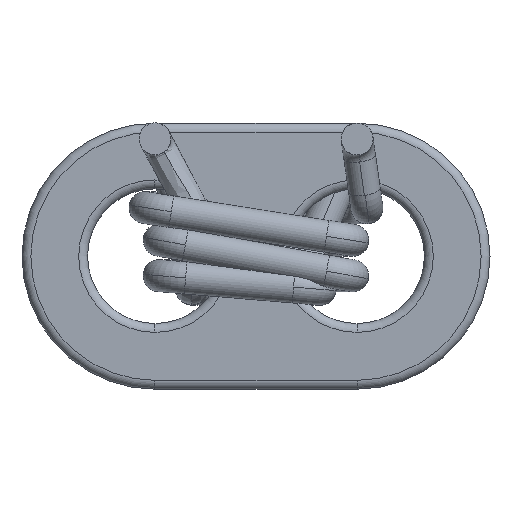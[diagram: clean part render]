
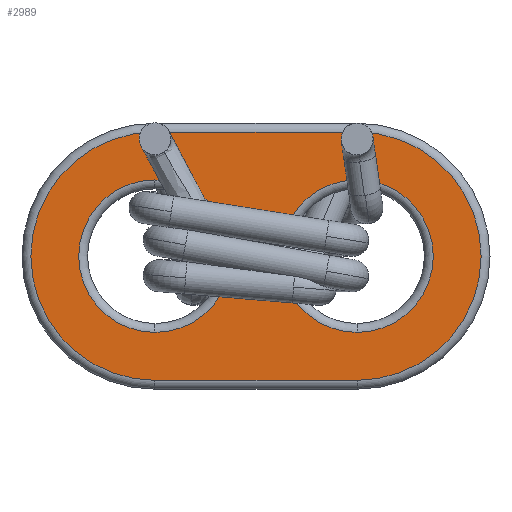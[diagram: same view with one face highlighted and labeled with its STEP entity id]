
A CAD part, front view. The second image highlights one B-rep face of the part: STEP entity #2989.
In plain terms, the highlighted planar face has unit normal (0, -1, 0).
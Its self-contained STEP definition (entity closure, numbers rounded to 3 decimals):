
#38 = VERTEX_POINT ( 'NONE', #749 ) ;
#299 = DIRECTION ( 'NONE',  ( 0., 0., 1. ) ) ;
#346 = CARTESIAN_POINT ( 'NONE',  ( 2.85, -7.175, -3.75 ) ) ;
#369 = DIRECTION ( 'NONE',  ( 0., -1., 0. ) ) ;
#636 = VERTEX_POINT ( 'NONE', #2255 ) ;
#647 = DIRECTION ( 'NONE',  ( 1., 0., 0. ) ) ;
#749 = CARTESIAN_POINT ( 'NONE',  ( -2.85, -7.175, -5.9 ) ) ;
#845 = CARTESIAN_POINT ( 'NONE',  ( -2.85, -7.175, -3.75 ) ) ;
#1070 = CARTESIAN_POINT ( 'NONE',  ( 2.85, -7.175, -5.9 ) ) ;
#1168 = DIRECTION ( 'NONE',  ( 0., -1., 0. ) ) ;
#1199 = AXIS2_PLACEMENT_3D ( 'NONE', #2539, #3826, #1406 ) ;
#1235 = AXIS2_PLACEMENT_3D ( 'NONE', #845, #3103, #4026 ) ;
#1267 = EDGE_LOOP ( 'NONE', ( #1376, #5107 ) ) ;
#1338 = CARTESIAN_POINT ( 'NONE',  ( 2.85, -7.175, -7.25 ) ) ;
#1357 = VERTEX_POINT ( 'NONE', #1070 ) ;
#1376 = ORIENTED_EDGE ( 'NONE', *, *, #4677, .T. ) ;
#1406 = DIRECTION ( 'NONE',  ( 0., 0., 1. ) ) ;
#1508 = FACE_BOUND ( 'NONE', #1267, .T. ) ;
#1767 = ORIENTED_EDGE ( 'NONE', *, *, #2038, .T. ) ;
#1832 = EDGE_LOOP ( 'NONE', ( #1767, #4785, #2911, #2967 ) ) ;
#1834 = EDGE_CURVE ( 'NONE', #2860, #3989, #2894, .T. ) ;
#1923 = ORIENTED_EDGE ( 'NONE', *, *, #2004, .T. ) ;
#1925 = CARTESIAN_POINT ( 'NONE',  ( -2.85, -7.175, -0.25 ) ) ;
#2004 = EDGE_CURVE ( 'NONE', #2579, #1357, #3066, .T. ) ;
#2038 = EDGE_CURVE ( 'NONE', #3989, #2825, #4904, .T. ) ;
#2098 = AXIS2_PLACEMENT_3D ( 'NONE', #4002, #369, #2429 ) ;
#2162 = CARTESIAN_POINT ( 'NONE',  ( -2.85, -7.175, -7.25 ) ) ;
#2252 = CARTESIAN_POINT ( 'NONE',  ( -2.85, -7.175, -7.25 ) ) ;
#2255 = CARTESIAN_POINT ( 'NONE',  ( -2.85, -7.175, -1.6 ) ) ;
#2256 = EDGE_CURVE ( 'NONE', #38, #636, #4645, .T. ) ;
#2290 = DIRECTION ( 'NONE',  ( 0., 1., 0. ) ) ;
#2429 = DIRECTION ( 'NONE',  ( 0., 0., 1. ) ) ;
#2456 = VECTOR ( 'NONE', #647, 1000. ) ;
#2539 = CARTESIAN_POINT ( 'NONE',  ( 2.85, -7.175, -3.75 ) ) ;
#2579 = VERTEX_POINT ( 'NONE', #2726 ) ;
#2686 = CIRCLE ( 'NONE', #1235, 2.15 ) ;
#2687 = CARTESIAN_POINT ( 'NONE',  ( 2.85, -7.175, -3.75 ) ) ;
#2700 = FACE_OUTER_BOUND ( 'NONE', #1832, .T. ) ;
#2726 = CARTESIAN_POINT ( 'NONE',  ( 2.85, -7.175, -1.6 ) ) ;
#2736 = CARTESIAN_POINT ( 'NONE',  ( -2.85, -7.175, -3.75 ) ) ;
#2822 = CIRCLE ( 'NONE', #1199, 2.15 ) ;
#2825 = VERTEX_POINT ( 'NONE', #3361 ) ;
#2833 = CARTESIAN_POINT ( 'NONE',  ( 2.85, -7.175, -0.25 ) ) ;
#2860 = VERTEX_POINT ( 'NONE', #1338 ) ;
#2894 = CIRCLE ( 'NONE', #3480, 3.5 ) ;
#2911 = ORIENTED_EDGE ( 'NONE', *, *, #2977, .T. ) ;
#2939 = AXIS2_PLACEMENT_3D ( 'NONE', #2736, #4768, #299 ) ;
#2965 = DIRECTION ( 'NONE',  ( 0., 0., 1. ) ) ;
#2967 = ORIENTED_EDGE ( 'NONE', *, *, #1834, .T. ) ;
#2977 = EDGE_CURVE ( 'NONE', #4230, #2860, #4037, .T. ) ;
#2989 = ADVANCED_FACE ( 'NONE', ( #2700, #1508, #4723 ), #4658, .F. ) ;
#3066 = CIRCLE ( 'NONE', #3687, 2.15 ) ;
#3103 = DIRECTION ( 'NONE',  ( 0., 1., 0. ) ) ;
#3191 = CIRCLE ( 'NONE', #2098, 3.5 ) ;
#3216 = EDGE_CURVE ( 'NONE', #2825, #4230, #3191, .T. ) ;
#3288 = DIRECTION ( 'NONE',  ( 0., 1., 0. ) ) ;
#3361 = CARTESIAN_POINT ( 'NONE',  ( -2.85, -7.175, -0.25 ) ) ;
#3480 = AXIS2_PLACEMENT_3D ( 'NONE', #2687, #1168, #3595 ) ;
#3595 = DIRECTION ( 'NONE',  ( 0., 0., 1. ) ) ;
#3617 = EDGE_CURVE ( 'NONE', #1357, #2579, #2822, .T. ) ;
#3687 = AXIS2_PLACEMENT_3D ( 'NONE', #346, #3288, #2965 ) ;
#3773 = VECTOR ( 'NONE', #4756, 1000. ) ;
#3826 = DIRECTION ( 'NONE',  ( 0., 1., 0. ) ) ;
#3989 = VERTEX_POINT ( 'NONE', #2833 ) ;
#4002 = CARTESIAN_POINT ( 'NONE',  ( -2.85, -7.175, -3.75 ) ) ;
#4026 = DIRECTION ( 'NONE',  ( 0., 0., 1. ) ) ;
#4037 = LINE ( 'NONE', #2252, #2456 ) ;
#4230 = VERTEX_POINT ( 'NONE', #2162 ) ;
#4248 = EDGE_LOOP ( 'NONE', ( #1923, #4738 ) ) ;
#4275 = CARTESIAN_POINT ( 'NONE',  ( -2.85, -7.175, -3.75 ) ) ;
#4635 = AXIS2_PLACEMENT_3D ( 'NONE', #4275, #2290, #5016 ) ;
#4645 = CIRCLE ( 'NONE', #2939, 2.15 ) ;
#4658 = PLANE ( 'NONE',  #4635 ) ;
#4677 = EDGE_CURVE ( 'NONE', #636, #38, #2686, .T. ) ;
#4723 = FACE_BOUND ( 'NONE', #4248, .T. ) ;
#4738 = ORIENTED_EDGE ( 'NONE', *, *, #3617, .T. ) ;
#4756 = DIRECTION ( 'NONE',  ( -1., 0., 0. ) ) ;
#4768 = DIRECTION ( 'NONE',  ( 0., 1., 0. ) ) ;
#4785 = ORIENTED_EDGE ( 'NONE', *, *, #3216, .T. ) ;
#4904 = LINE ( 'NONE', #1925, #3773 ) ;
#5016 = DIRECTION ( 'NONE',  ( 0., 0., 1. ) ) ;
#5107 = ORIENTED_EDGE ( 'NONE', *, *, #2256, .T. ) ;
